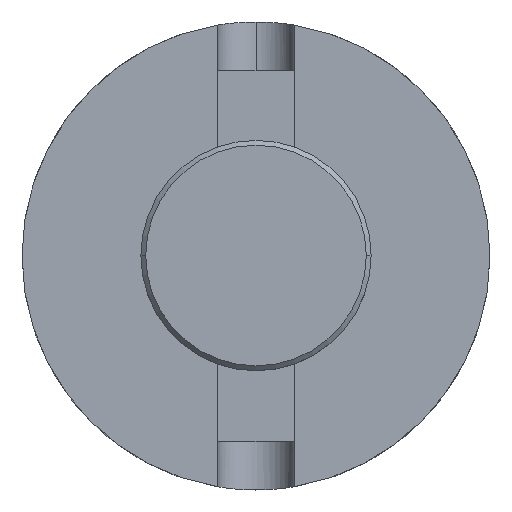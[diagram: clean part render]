
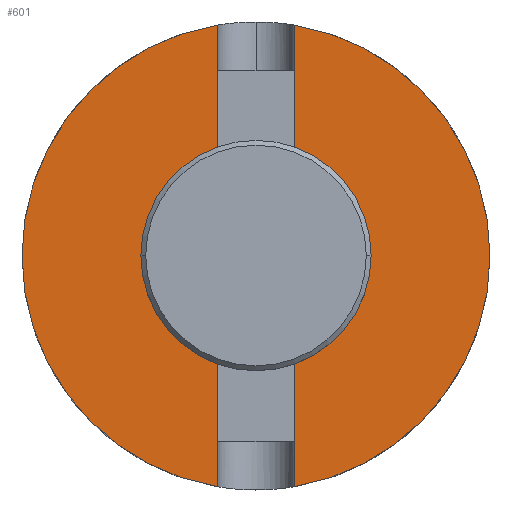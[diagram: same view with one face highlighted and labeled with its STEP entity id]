
A CAD part, top view. The second image highlights one B-rep face of the part: STEP entity #601.
In plain terms, the highlighted planar face has unit normal (0, 0, 1).
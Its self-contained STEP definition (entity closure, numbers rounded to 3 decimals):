
#9 = DIRECTION ( 'NONE',  ( 0., 0., -1. ) ) ;
#16 = PLANE ( 'NONE',  #1536 ) ;
#33 = EDGE_LOOP ( 'NONE', ( #2218, #271 ) ) ;
#42 = DIRECTION ( 'NONE',  ( 0., -1., 0. ) ) ;
#112 = DIRECTION ( 'NONE',  ( 0., 0., 1. ) ) ;
#158 = CARTESIAN_POINT ( 'NONE',  ( 0., 22.5, 56.134 ) ) ;
#206 = DIRECTION ( 'NONE',  ( 1., 0., 0. ) ) ;
#241 = VERTEX_POINT ( 'NONE', #1410 ) ;
#268 = CARTESIAN_POINT ( 'NONE',  ( 7.937, 0., 56.134 ) ) ;
#271 = ORIENTED_EDGE ( 'NONE', *, *, #1715, .F. ) ;
#303 = DIRECTION ( 'NONE',  ( 0., 0., 1. ) ) ;
#316 = CARTESIAN_POINT ( 'NONE',  ( -7.937, 47.732, 56.134 ) ) ;
#321 = CARTESIAN_POINT ( 'NONE',  ( -7.937, 0., 56.134 ) ) ;
#380 = DIRECTION ( 'NONE',  ( 0., 0., 1. ) ) ;
#435 = ORIENTED_EDGE ( 'NONE', *, *, #2268, .F. ) ;
#463 = AXIS2_PLACEMENT_3D ( 'NONE', #2206, #2213, #2252 ) ;
#508 = ORIENTED_EDGE ( 'NONE', *, *, #3067, .T. ) ;
#536 = CARTESIAN_POINT ( 'NONE',  ( -7.937, 0., 56.134 ) ) ;
#597 = LINE ( 'NONE', #158, #1184 ) ;
#601 = ADVANCED_FACE ( 'NONE', ( #1311, #643 ), #16, .F. ) ;
#605 = DIRECTION ( 'NONE',  ( -1., 0., 0. ) ) ;
#621 = CIRCLE ( 'NONE', #2351, 48.387 ) ;
#634 = LINE ( 'NONE', #1272, #2570 ) ;
#643 = FACE_OUTER_BOUND ( 'NONE', #3105, .T. ) ;
#706 = LINE ( 'NONE', #268, #1298 ) ;
#755 = DIRECTION ( 'NONE',  ( 0., 0., 1. ) ) ;
#769 = CIRCLE ( 'NONE', #463, 19.05 ) ;
#853 = CARTESIAN_POINT ( 'NONE',  ( -19.05, 0., 56.134 ) ) ;
#866 = DIRECTION ( 'NONE',  ( 0., 0., 1. ) ) ;
#934 = ORIENTED_EDGE ( 'NONE', *, *, #2211, .F. ) ;
#970 = VERTEX_POINT ( 'NONE', #2740 ) ;
#1007 = VERTEX_POINT ( 'NONE', #2743 ) ;
#1009 = ORIENTED_EDGE ( 'NONE', *, *, #2226, .F. ) ;
#1184 = VECTOR ( 'NONE', #206, 1000. ) ;
#1259 = DIRECTION ( 'NONE',  ( 0., 1., 0. ) ) ;
#1272 = CARTESIAN_POINT ( 'NONE',  ( 7.937, 0., 56.134 ) ) ;
#1298 = VECTOR ( 'NONE', #1259, 1000. ) ;
#1311 = FACE_BOUND ( 'NONE', #33, .T. ) ;
#1380 = CARTESIAN_POINT ( 'NONE',  ( -7.937, -22.5, 56.134 ) ) ;
#1410 = CARTESIAN_POINT ( 'NONE',  ( -48.387, 0., 56.134 ) ) ;
#1513 = EDGE_CURVE ( 'NONE', #2163, #970, #597, .T. ) ;
#1525 = VERTEX_POINT ( 'NONE', #316 ) ;
#1536 = AXIS2_PLACEMENT_3D ( 'NONE', #2983, #9, #605 ) ;
#1609 = CIRCLE ( 'NONE', #1707, 19.05 ) ;
#1623 = VERTEX_POINT ( 'NONE', #2896 ) ;
#1626 = CARTESIAN_POINT ( 'NONE',  ( 0., 0., 56.134 ) ) ;
#1628 = EDGE_CURVE ( 'NONE', #1657, #3078, #2301, .T. ) ;
#1657 = VERTEX_POINT ( 'NONE', #2930 ) ;
#1663 = ORIENTED_EDGE ( 'NONE', *, *, #1628, .F. ) ;
#1704 = VECTOR ( 'NONE', #2410, 1000. ) ;
#1707 = AXIS2_PLACEMENT_3D ( 'NONE', #2414, #866, #2647 ) ;
#1715 = EDGE_CURVE ( 'NONE', #3253, #1007, #769, .T. ) ;
#1739 = VECTOR ( 'NONE', #1839, 1000. ) ;
#1770 = CARTESIAN_POINT ( 'NONE',  ( -7.937, 22.5, 56.134 ) ) ;
#1781 = VERTEX_POINT ( 'NONE', #2466 ) ;
#1821 = CARTESIAN_POINT ( 'NONE',  ( 0., 0., 56.134 ) ) ;
#1824 = CIRCLE ( 'NONE', #3085, 48.387 ) ;
#1839 = DIRECTION ( 'NONE',  ( 0., -1., 0. ) ) ;
#1884 = DIRECTION ( 'NONE',  ( 1., 0., 0. ) ) ;
#1895 = CARTESIAN_POINT ( 'NONE',  ( 0., 0., 56.134 ) ) ;
#1907 = LINE ( 'NONE', #536, #3221 ) ;
#1986 = EDGE_CURVE ( 'NONE', #3078, #2551, #2976, .T. ) ;
#1992 = VERTEX_POINT ( 'NONE', #2356 ) ;
#2079 = DIRECTION ( 'NONE',  ( 1., 0., 0. ) ) ;
#2132 = AXIS2_PLACEMENT_3D ( 'NONE', #1895, #380, #2152 ) ;
#2152 = DIRECTION ( 'NONE',  ( 1., 0., 0. ) ) ;
#2163 = VERTEX_POINT ( 'NONE', #1770 ) ;
#2180 = AXIS2_PLACEMENT_3D ( 'NONE', #1626, #112, #1884 ) ;
#2206 = CARTESIAN_POINT ( 'NONE',  ( 0., 0., 56.134 ) ) ;
#2211 = EDGE_CURVE ( 'NONE', #1781, #1657, #706, .T. ) ;
#2213 = DIRECTION ( 'NONE',  ( 0., 0., 1. ) ) ;
#2218 = ORIENTED_EDGE ( 'NONE', *, *, #3255, .F. ) ;
#2226 = EDGE_CURVE ( 'NONE', #970, #1623, #634, .T. ) ;
#2252 = DIRECTION ( 'NONE',  ( 1., 0., 0. ) ) ;
#2268 = EDGE_CURVE ( 'NONE', #1525, #2163, #1907, .T. ) ;
#2296 = ORIENTED_EDGE ( 'NONE', *, *, #2318, .T. ) ;
#2298 = CARTESIAN_POINT ( 'NONE',  ( 0., 0., 56.134 ) ) ;
#2301 = LINE ( 'NONE', #2479, #1704 ) ;
#2318 = EDGE_CURVE ( 'NONE', #1781, #1992, #1824, .T. ) ;
#2335 = CIRCLE ( 'NONE', #2180, 48.387 ) ;
#2351 = AXIS2_PLACEMENT_3D ( 'NONE', #2298, #755, #2544 ) ;
#2356 = CARTESIAN_POINT ( 'NONE',  ( 48.387, 0., 56.134 ) ) ;
#2410 = DIRECTION ( 'NONE',  ( -1., 0., 0. ) ) ;
#2414 = CARTESIAN_POINT ( 'NONE',  ( 0., 0., 56.134 ) ) ;
#2465 = CARTESIAN_POINT ( 'NONE',  ( -7.937, -47.732, 56.134 ) ) ;
#2466 = CARTESIAN_POINT ( 'NONE',  ( 7.937, -47.732, 56.134 ) ) ;
#2468 = ORIENTED_EDGE ( 'NONE', *, *, #3017, .T. ) ;
#2479 = CARTESIAN_POINT ( 'NONE',  ( 0., -22.5, 56.134 ) ) ;
#2544 = DIRECTION ( 'NONE',  ( 1., 0., 0. ) ) ;
#2549 = DIRECTION ( 'NONE',  ( 0., 1., 0. ) ) ;
#2551 = VERTEX_POINT ( 'NONE', #2465 ) ;
#2570 = VECTOR ( 'NONE', #2549, 1000. ) ;
#2647 = DIRECTION ( 'NONE',  ( 1., 0., 0. ) ) ;
#2678 = ORIENTED_EDGE ( 'NONE', *, *, #1986, .F. ) ;
#2740 = CARTESIAN_POINT ( 'NONE',  ( 7.937, 22.5, 56.134 ) ) ;
#2743 = CARTESIAN_POINT ( 'NONE',  ( 19.05, 0., 56.134 ) ) ;
#2833 = CIRCLE ( 'NONE', #2132, 48.387 ) ;
#2865 = EDGE_CURVE ( 'NONE', #1992, #1623, #621, .T. ) ;
#2896 = CARTESIAN_POINT ( 'NONE',  ( 7.937, 47.732, 56.134 ) ) ;
#2930 = CARTESIAN_POINT ( 'NONE',  ( 7.937, -22.5, 56.134 ) ) ;
#2941 = ORIENTED_EDGE ( 'NONE', *, *, #2865, .T. ) ;
#2976 = LINE ( 'NONE', #321, #1739 ) ;
#2983 = CARTESIAN_POINT ( 'NONE',  ( 48.968, -48.304, 56.134 ) ) ;
#3017 = EDGE_CURVE ( 'NONE', #1525, #241, #2335, .T. ) ;
#3018 = ORIENTED_EDGE ( 'NONE', *, *, #1513, .F. ) ;
#3067 = EDGE_CURVE ( 'NONE', #241, #2551, #2833, .T. ) ;
#3078 = VERTEX_POINT ( 'NONE', #1380 ) ;
#3085 = AXIS2_PLACEMENT_3D ( 'NONE', #1821, #303, #2079 ) ;
#3105 = EDGE_LOOP ( 'NONE', ( #934, #2296, #2941, #1009, #3018, #435, #2468, #508, #2678, #1663 ) ) ;
#3221 = VECTOR ( 'NONE', #42, 1000. ) ;
#3253 = VERTEX_POINT ( 'NONE', #853 ) ;
#3255 = EDGE_CURVE ( 'NONE', #1007, #3253, #1609, .T. ) ;
